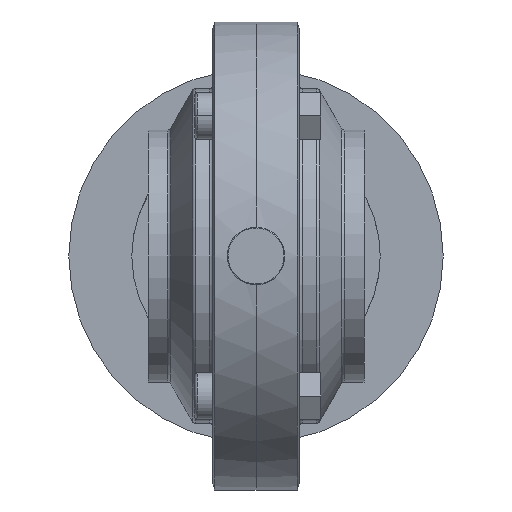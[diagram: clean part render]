
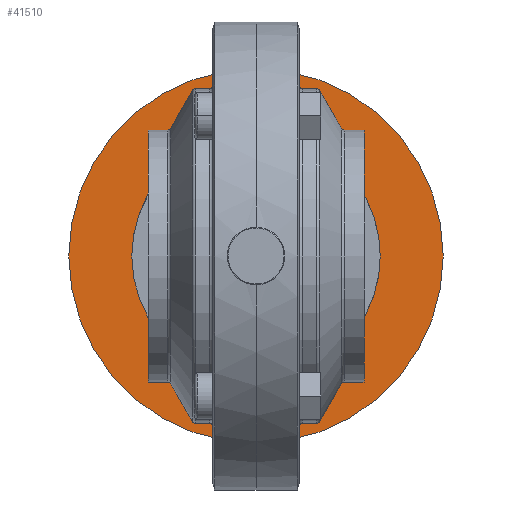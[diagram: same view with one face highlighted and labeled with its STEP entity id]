
A CAD part, front view. The second image highlights one B-rep face of the part: STEP entity #41510.
In plain terms, the highlighted planar face has unit normal (0, -1, 0).
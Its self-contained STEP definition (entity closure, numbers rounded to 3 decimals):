
#40270=CARTESIAN_POINT('',(-34.5,97.915,0.))
;
#40280=VERTEX_POINT('',#40270);
#40310=CARTESIAN_POINT('',(0.,97.915,
0.));
#40320=DIRECTION('',(0.,1.,0.));
#40330=DIRECTION('',(1.,0.,0.));
#40340=AXIS2_PLACEMENT_3D('',#40310,#40320,#40330);
#40350=CIRCLE('',#40340,34.5);
#40360=CARTESIAN_POINT('',(24.34,97.915,24.45))
;
#40370=VERTEX_POINT('',#40360);
#40380=EDGE_CURVE('',#40280,#40370,#40350,.T.);
#40400=CARTESIAN_POINT('',(34.5,97.915,0.));
#40410=VERTEX_POINT('',#40400);
#40420=EDGE_CURVE('',#40370,#40410,#40350,.T.);
#41060=CARTESIAN_POINT('',(0.,97.915,
0.));
#41070=DIRECTION('',(0.,-1.,0.));
#41080=DIRECTION('',(1.,0.,0.));
#41090=AXIS2_PLACEMENT_3D('',#41060,#41070,#41080);
#41100=PLANE('',#41090);
#41110=CARTESIAN_POINT('',(0.,97.915,
0.));
#41120=DIRECTION('',(0.,-1.,0.));
#41130=DIRECTION('',(0.,0.,-1.));
#41140=AXIS2_PLACEMENT_3D('',#41110,#41120,#41130);
#41150=CIRCLE('',#41140,52.);
#41160=CARTESIAN_POINT('',(52.,97.915,0.));
#41170=VERTEX_POINT('',#41160);
#41180=CARTESIAN_POINT('',(-52.,97.915,0.));
#41190=VERTEX_POINT('',#41180);
#41200=EDGE_CURVE('',#41170,#41190,#41150,.T.);
#41210=ORIENTED_EDGE('',*,*,#41200,.T.);
#41220=CARTESIAN_POINT('',(0.,97.915,-52.))
;
#41230=VERTEX_POINT('',#41220);
#41240=EDGE_CURVE('',#41230,#41170,#41150,.T.);
#41250=ORIENTED_EDGE('',*,*,#41240,.T.);
#41260=EDGE_CURVE('',#41190,#41230,#41150,.T.);
#41270=ORIENTED_EDGE('',*,*,#41260,.T.);
#41280=EDGE_LOOP('',(#41270,#41250,#41210));
#41290=FACE_OUTER_BOUND('',#41280,.T.);
#41300=EDGE_CURVE('',#40410,#40280,#40350,.T.);
#41310=ORIENTED_EDGE('',*,*,#41300,.T.);
#41320=ORIENTED_EDGE('',*,*,#40420,.T.);
#41330=ORIENTED_EDGE('',*,*,#40380,.T.);
#41340=EDGE_LOOP('',(#41330,#41320,#41310));
#41350=FACE_BOUND('',#41340,.T.);
#41360=CARTESIAN_POINT('',(0.,97.915,-43.5)
);
#41370=DIRECTION('',(0.,-1.,0.));
#41380=DIRECTION('',(0.,0.,-1.));
#41390=AXIS2_PLACEMENT_3D('',#41360,#41370,#41380);
#41400=CIRCLE('',#41390,6.5);
#41410=CARTESIAN_POINT('',(0.,97.915,-50.))
;
#41420=VERTEX_POINT('',#41410);
#41430=CARTESIAN_POINT('',(0.,97.915,-37.));
#41440=VERTEX_POINT('',#41430);
#41450=EDGE_CURVE('',#41420,#41440,#41400,.T.);
#41460=ORIENTED_EDGE('',*,*,#41450,.F.);
#41470=EDGE_CURVE('',#41440,#41420,#41400,.T.);
#41480=ORIENTED_EDGE('',*,*,#41470,.F.);
#41490=EDGE_LOOP('',(#41480,#41460));
#41500=FACE_BOUND('',#41490,.T.);
#41510=ADVANCED_FACE('',(#41290,#41350,#41500),#41100,.T.);
